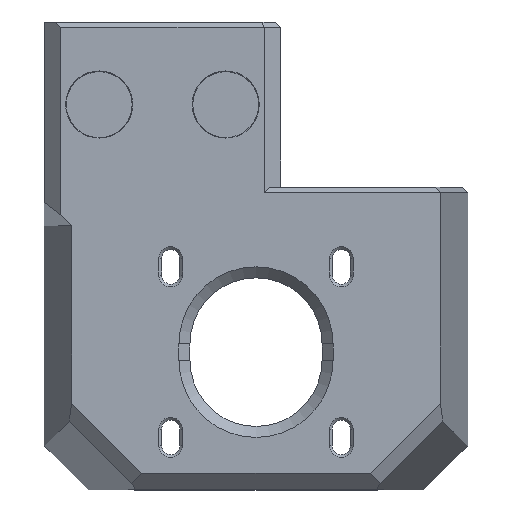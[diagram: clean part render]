
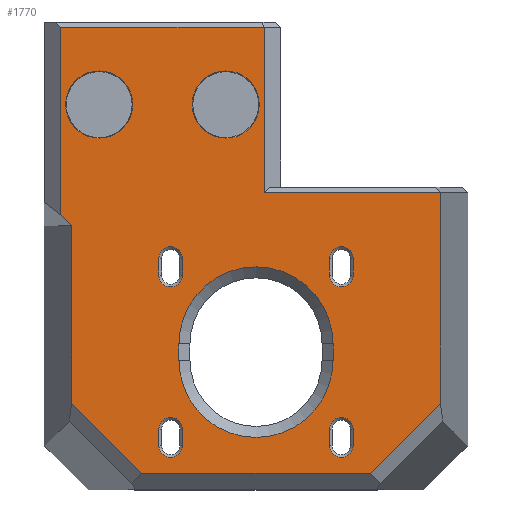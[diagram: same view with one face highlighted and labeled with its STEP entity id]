
A CAD part, top view. The second image highlights one B-rep face of the part: STEP entity #1770.
In plain terms, the highlighted planar face has unit normal (0, 0, 1).
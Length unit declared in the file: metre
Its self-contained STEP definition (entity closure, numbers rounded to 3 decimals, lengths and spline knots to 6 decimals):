
#30=LINE('',#2564,#231);
#31=LINE('',#2569,#232);
#32=LINE('',#2572,#233);
#33=LINE('',#2577,#234);
#34=LINE('',#2580,#235);
#35=LINE('',#2585,#236);
#36=LINE('',#2588,#237);
#37=LINE('',#2593,#238);
#38=LINE('',#2596,#239);
#39=LINE('',#2601,#240);
#40=LINE('',#2604,#241);
#41=LINE('',#2607,#242);
#42=LINE('',#2609,#243);
#43=LINE('',#2611,#244);
#44=LINE('',#2613,#245);
#45=LINE('',#2615,#246);
#46=LINE('',#2617,#247);
#47=LINE('',#2619,#248);
#48=LINE('',#2621,#249);
#49=LINE('',#2623,#250);
#231=VECTOR('',#2061,1.);
#232=VECTOR('',#2064,1.);
#233=VECTOR('',#2067,1.);
#234=VECTOR('',#2070,1.);
#235=VECTOR('',#2073,1.);
#236=VECTOR('',#2076,1.);
#237=VECTOR('',#2079,1.);
#238=VECTOR('',#2082,1.);
#239=VECTOR('',#2085,1.);
#240=VECTOR('',#2088,1.);
#241=VECTOR('',#2091,1.);
#242=VECTOR('',#2092,1.);
#243=VECTOR('',#2093,1.);
#244=VECTOR('',#2094,1.);
#245=VECTOR('',#2095,1.);
#246=VECTOR('',#2096,1.);
#247=VECTOR('',#2097,1.);
#248=VECTOR('',#2098,1.);
#249=VECTOR('',#2099,1.);
#250=VECTOR('',#2100,1.);
#432=PLANE('',#1895);
#512=ORIENTED_EDGE('',*,*,#1014,.T.);
#513=ORIENTED_EDGE('',*,*,#1015,.T.);
#514=ORIENTED_EDGE('',*,*,#1016,.T.);
#515=ORIENTED_EDGE('',*,*,#1017,.T.);
#516=ORIENTED_EDGE('',*,*,#1018,.T.);
#517=ORIENTED_EDGE('',*,*,#1019,.T.);
#518=ORIENTED_EDGE('',*,*,#1020,.T.);
#519=ORIENTED_EDGE('',*,*,#1021,.T.);
#520=ORIENTED_EDGE('',*,*,#1022,.T.);
#521=ORIENTED_EDGE('',*,*,#1023,.T.);
#522=ORIENTED_EDGE('',*,*,#1024,.T.);
#523=ORIENTED_EDGE('',*,*,#1025,.T.);
#524=ORIENTED_EDGE('',*,*,#1026,.T.);
#525=ORIENTED_EDGE('',*,*,#1027,.T.);
#526=ORIENTED_EDGE('',*,*,#1028,.T.);
#527=ORIENTED_EDGE('',*,*,#1029,.T.);
#528=ORIENTED_EDGE('',*,*,#1030,.T.);
#529=ORIENTED_EDGE('',*,*,#1031,.T.);
#530=ORIENTED_EDGE('',*,*,#1032,.T.);
#531=ORIENTED_EDGE('',*,*,#1033,.T.);
#532=ORIENTED_EDGE('',*,*,#1034,.T.);
#533=ORIENTED_EDGE('',*,*,#1035,.T.);
#534=ORIENTED_EDGE('',*,*,#1036,.T.);
#535=ORIENTED_EDGE('',*,*,#1037,.T.);
#536=ORIENTED_EDGE('',*,*,#1038,.T.);
#537=ORIENTED_EDGE('',*,*,#1039,.T.);
#538=ORIENTED_EDGE('',*,*,#1040,.T.);
#539=ORIENTED_EDGE('',*,*,#1041,.T.);
#540=ORIENTED_EDGE('',*,*,#1042,.T.);
#541=ORIENTED_EDGE('',*,*,#1043,.T.);
#542=ORIENTED_EDGE('',*,*,#1044,.F.);
#543=ORIENTED_EDGE('',*,*,#1045,.T.);
#1014=EDGE_CURVE('',#1265,#1265,#1428,.F.);
#1015=EDGE_CURVE('',#1266,#1266,#1429,.F.);
#1016=EDGE_CURVE('',#1267,#1268,#30,.T.);
#1017=EDGE_CURVE('',#1268,#1269,#1430,.F.);
#1018=EDGE_CURVE('',#1269,#1270,#31,.T.);
#1019=EDGE_CURVE('',#1270,#1267,#1431,.F.);
#1020=EDGE_CURVE('',#1271,#1272,#32,.T.);
#1021=EDGE_CURVE('',#1272,#1273,#1432,.F.);
#1022=EDGE_CURVE('',#1273,#1274,#33,.T.);
#1023=EDGE_CURVE('',#1274,#1271,#1433,.F.);
#1024=EDGE_CURVE('',#1275,#1276,#34,.T.);
#1025=EDGE_CURVE('',#1276,#1277,#1434,.F.);
#1026=EDGE_CURVE('',#1277,#1278,#35,.T.);
#1027=EDGE_CURVE('',#1278,#1275,#1435,.F.);
#1028=EDGE_CURVE('',#1279,#1280,#36,.T.);
#1029=EDGE_CURVE('',#1280,#1281,#1436,.F.);
#1030=EDGE_CURVE('',#1281,#1282,#37,.T.);
#1031=EDGE_CURVE('',#1282,#1279,#1437,.F.);
#1032=EDGE_CURVE('',#1283,#1284,#38,.T.);
#1033=EDGE_CURVE('',#1284,#1285,#1438,.F.);
#1034=EDGE_CURVE('',#1285,#1286,#39,.T.);
#1035=EDGE_CURVE('',#1286,#1283,#1439,.F.);
#1036=EDGE_CURVE('',#1287,#1288,#40,.T.);
#1037=EDGE_CURVE('',#1288,#1289,#41,.T.);
#1038=EDGE_CURVE('',#1289,#1290,#42,.T.);
#1039=EDGE_CURVE('',#1290,#1291,#43,.T.);
#1040=EDGE_CURVE('',#1291,#1292,#44,.T.);
#1041=EDGE_CURVE('',#1292,#1293,#45,.T.);
#1042=EDGE_CURVE('',#1293,#1294,#46,.T.);
#1043=EDGE_CURVE('',#1294,#1295,#47,.T.);
#1044=EDGE_CURVE('',#1296,#1295,#48,.T.);
#1045=EDGE_CURVE('',#1296,#1287,#49,.T.);
#1265=VERTEX_POINT('',#2561);
#1266=VERTEX_POINT('',#2563);
#1267=VERTEX_POINT('',#2565);
#1268=VERTEX_POINT('',#2566);
#1269=VERTEX_POINT('',#2568);
#1270=VERTEX_POINT('',#2570);
#1271=VERTEX_POINT('',#2573);
#1272=VERTEX_POINT('',#2574);
#1273=VERTEX_POINT('',#2576);
#1274=VERTEX_POINT('',#2578);
#1275=VERTEX_POINT('',#2581);
#1276=VERTEX_POINT('',#2582);
#1277=VERTEX_POINT('',#2584);
#1278=VERTEX_POINT('',#2586);
#1279=VERTEX_POINT('',#2589);
#1280=VERTEX_POINT('',#2590);
#1281=VERTEX_POINT('',#2592);
#1282=VERTEX_POINT('',#2594);
#1283=VERTEX_POINT('',#2597);
#1284=VERTEX_POINT('',#2598);
#1285=VERTEX_POINT('',#2600);
#1286=VERTEX_POINT('',#2602);
#1287=VERTEX_POINT('',#2605);
#1288=VERTEX_POINT('',#2606);
#1289=VERTEX_POINT('',#2608);
#1290=VERTEX_POINT('',#2610);
#1291=VERTEX_POINT('',#2612);
#1292=VERTEX_POINT('',#2614);
#1293=VERTEX_POINT('',#2616);
#1294=VERTEX_POINT('',#2618);
#1295=VERTEX_POINT('',#2620);
#1296=VERTEX_POINT('',#2622);
#1428=CIRCLE('',#1896,0.0061);
#1429=CIRCLE('',#1897,0.0061);
#1430=CIRCLE('',#1898,0.00215);
#1431=CIRCLE('',#1899,0.00215);
#1432=CIRCLE('',#1900,0.00215);
#1433=CIRCLE('',#1901,0.00215);
#1434=CIRCLE('',#1902,0.00215);
#1435=CIRCLE('',#1903,0.00215);
#1436=CIRCLE('',#1904,0.00215);
#1437=CIRCLE('',#1905,0.00215);
#1438=CIRCLE('',#1906,0.014);
#1439=CIRCLE('',#1907,0.014);
#1474=EDGE_LOOP('',(#512));
#1475=EDGE_LOOP('',(#513));
#1476=EDGE_LOOP('',(#514,#515,#516,#517));
#1477=EDGE_LOOP('',(#518,#519,#520,#521));
#1478=EDGE_LOOP('',(#522,#523,#524,#525));
#1479=EDGE_LOOP('',(#526,#527,#528,#529));
#1480=EDGE_LOOP('',(#530,#531,#532,#533));
#1481=EDGE_LOOP('',(#534,#535,#536,#537,#538,#539,#540,#541,#542,#543));
#1614=FACE_BOUND('',#1474,.T.);
#1615=FACE_BOUND('',#1475,.T.);
#1616=FACE_BOUND('',#1476,.T.);
#1617=FACE_BOUND('',#1477,.T.);
#1618=FACE_BOUND('',#1478,.T.);
#1619=FACE_BOUND('',#1479,.T.);
#1620=FACE_BOUND('',#1480,.T.);
#1621=FACE_BOUND('',#1481,.T.);
#1770=ADVANCED_FACE('',(#1614,#1615,#1616,#1617,#1618,#1619,#1620,#1621),
#432,.T.);
#1895=AXIS2_PLACEMENT_3D('',#2559,#2055,#2056);
#1896=AXIS2_PLACEMENT_3D('',#2560,#2057,#2058);
#1897=AXIS2_PLACEMENT_3D('',#2562,#2059,#2060);
#1898=AXIS2_PLACEMENT_3D('',#2567,#2062,#2063);
#1899=AXIS2_PLACEMENT_3D('',#2571,#2065,#2066);
#1900=AXIS2_PLACEMENT_3D('',#2575,#2068,#2069);
#1901=AXIS2_PLACEMENT_3D('',#2579,#2071,#2072);
#1902=AXIS2_PLACEMENT_3D('',#2583,#2074,#2075);
#1903=AXIS2_PLACEMENT_3D('',#2587,#2077,#2078);
#1904=AXIS2_PLACEMENT_3D('',#2591,#2080,#2081);
#1905=AXIS2_PLACEMENT_3D('',#2595,#2083,#2084);
#1906=AXIS2_PLACEMENT_3D('',#2599,#2086,#2087);
#1907=AXIS2_PLACEMENT_3D('',#2603,#2089,#2090);
#2055=DIRECTION('',(0.,0.,1.));
#2056=DIRECTION('',(1.,0.,0.));
#2057=DIRECTION('',(0.,0.,1.));
#2058=DIRECTION('',(1.,0.,0.));
#2059=DIRECTION('',(0.,0.,1.));
#2060=DIRECTION('',(1.,0.,0.));
#2061=DIRECTION('',(0.,-1.,0.));
#2062=DIRECTION('',(0.,0.,1.));
#2063=DIRECTION('',(1.,0.,0.));
#2064=DIRECTION('',(0.,1.,0.));
#2065=DIRECTION('',(0.,0.,1.));
#2066=DIRECTION('',(1.,0.,0.));
#2067=DIRECTION('',(0.,-1.,0.));
#2068=DIRECTION('',(0.,0.,1.));
#2069=DIRECTION('',(1.,0.,0.));
#2070=DIRECTION('',(0.,1.,0.));
#2071=DIRECTION('',(0.,0.,1.));
#2072=DIRECTION('',(1.,0.,0.));
#2073=DIRECTION('',(0.,-1.,0.));
#2074=DIRECTION('',(0.,0.,1.));
#2075=DIRECTION('',(1.,0.,0.));
#2076=DIRECTION('',(0.,1.,0.));
#2077=DIRECTION('',(0.,0.,1.));
#2078=DIRECTION('',(1.,0.,0.));
#2079=DIRECTION('',(0.,-1.,0.));
#2080=DIRECTION('',(0.,0.,1.));
#2081=DIRECTION('',(1.,0.,0.));
#2082=DIRECTION('',(0.,1.,0.));
#2083=DIRECTION('',(0.,0.,1.));
#2084=DIRECTION('',(1.,0.,0.));
#2085=DIRECTION('',(0.,-1.,0.));
#2086=DIRECTION('',(0.,0.,1.));
#2087=DIRECTION('',(1.,0.,0.));
#2088=DIRECTION('',(0.,1.,0.));
#2089=DIRECTION('',(0.,0.,1.));
#2090=DIRECTION('',(1.,0.,0.));
#2091=DIRECTION('',(0.,1.,0.));
#2092=DIRECTION('',(-1.,0.,0.));
#2093=DIRECTION('',(0.,-1.,0.));
#2094=DIRECTION('',(0.716,-0.698,0.));
#2095=DIRECTION('',(0.,-1.,0.));
#2096=DIRECTION('',(0.707,-0.707,0.));
#2097=DIRECTION('',(1.,0.,0.));
#2098=DIRECTION('',(0.707,0.707,0.));
#2099=DIRECTION('',(0.,-1.,0.));
#2100=DIRECTION('',(-1.,0.,0.));
#2559=CARTESIAN_POINT('',(0.,0.0175,0.026));
#2560=CARTESIAN_POINT('',(-0.0055,0.045,0.026));
#2561=CARTESIAN_POINT('',(0.0006,0.045,0.026));
#2562=CARTESIAN_POINT('',(-0.0285,0.045,0.026));
#2563=CARTESIAN_POINT('',(-0.0224,0.045,0.026));
#2564=CARTESIAN_POINT('',(0.01765,0.0175,0.026));
#2565=CARTESIAN_POINT('',(0.01765,-0.014,0.026));
#2566=CARTESIAN_POINT('',(0.01765,-0.017,0.026));
#2567=CARTESIAN_POINT('',(0.0155,-0.017,0.026));
#2568=CARTESIAN_POINT('',(0.01335,-0.017,0.026));
#2569=CARTESIAN_POINT('',(0.01335,-0.014,0.026));
#2570=CARTESIAN_POINT('',(0.01335,-0.014,0.026));
#2571=CARTESIAN_POINT('',(0.0155,-0.014,0.026));
#2572=CARTESIAN_POINT('',(0.01765,0.0175,0.026));
#2573=CARTESIAN_POINT('',(0.01765,0.017,0.026));
#2574=CARTESIAN_POINT('',(0.01765,0.014,0.026));
#2575=CARTESIAN_POINT('',(0.0155,0.014,0.026));
#2576=CARTESIAN_POINT('',(0.01335,0.014,0.026));
#2577=CARTESIAN_POINT('',(0.01335,0.017,0.026));
#2578=CARTESIAN_POINT('',(0.01335,0.017,0.026));
#2579=CARTESIAN_POINT('',(0.0155,0.017,0.026));
#2580=CARTESIAN_POINT('',(-0.01335,0.0175,0.026));
#2581=CARTESIAN_POINT('',(-0.01335,0.017,0.026));
#2582=CARTESIAN_POINT('',(-0.01335,0.014,0.026));
#2583=CARTESIAN_POINT('',(-0.0155,0.014,0.026));
#2584=CARTESIAN_POINT('',(-0.01765,0.014,0.026));
#2585=CARTESIAN_POINT('',(-0.01765,0.017,0.026));
#2586=CARTESIAN_POINT('',(-0.01765,0.017,0.026));
#2587=CARTESIAN_POINT('',(-0.0155,0.017,0.026));
#2588=CARTESIAN_POINT('',(-0.01335,0.0175,0.026));
#2589=CARTESIAN_POINT('',(-0.01335,-0.014,0.026));
#2590=CARTESIAN_POINT('',(-0.01335,-0.017,0.026));
#2591=CARTESIAN_POINT('',(-0.0155,-0.017,0.026));
#2592=CARTESIAN_POINT('',(-0.01765,-0.017,0.026));
#2593=CARTESIAN_POINT('',(-0.01765,-0.014,0.026));
#2594=CARTESIAN_POINT('',(-0.01765,-0.014,0.026));
#2595=CARTESIAN_POINT('',(-0.0155,-0.014,0.026));
#2596=CARTESIAN_POINT('',(0.014,0.0175,0.026));
#2597=CARTESIAN_POINT('',(0.014,0.0015,0.026));
#2598=CARTESIAN_POINT('',(0.014,-0.0015,0.026));
#2599=CARTESIAN_POINT('',(0.,-0.0015,0.026));
#2600=CARTESIAN_POINT('',(-0.014,-0.0015,0.026));
#2601=CARTESIAN_POINT('',(-0.014,0.0015,0.026));
#2602=CARTESIAN_POINT('',(-0.014,0.0015,0.026));
#2603=CARTESIAN_POINT('',(0.,0.0015,0.026));
#2604=CARTESIAN_POINT('',(0.0015,0.06,0.026));
#2605=CARTESIAN_POINT('',(0.0015,0.029,0.026));
#2606=CARTESIAN_POINT('',(0.0015,0.059,0.026));
#2607=CARTESIAN_POINT('',(-0.0355,0.059,0.026));
#2608=CARTESIAN_POINT('',(-0.0355,0.059,0.026));
#2609=CARTESIAN_POINT('',(-0.0355,0.027876,0.026));
#2610=CARTESIAN_POINT('',(-0.0355,0.02495,0.026));
#2611=CARTESIAN_POINT('',(-0.034781,0.02425,0.026));
#2612=CARTESIAN_POINT('',(-0.0335,0.023,0.026));
#2613=CARTESIAN_POINT('',(-0.0335,0.030002,0.026));
#2614=CARTESIAN_POINT('',(-0.0335,-0.009272,0.026));
#2615=CARTESIAN_POINT('',(-0.030136,-0.012636,0.026));
#2616=CARTESIAN_POINT('',(-0.020772,-0.022,0.026));
#2617=CARTESIAN_POINT('',(0.,-0.022,0.026));
#2618=CARTESIAN_POINT('',(0.020772,-0.022,0.026));
#2619=CARTESIAN_POINT('',(0.030136,-0.012636,0.026));
#2620=CARTESIAN_POINT('',(0.0335,-0.009272,0.026));
#2621=CARTESIAN_POINT('',(0.0335,0.030002,0.026));
#2622=CARTESIAN_POINT('',(0.0335,0.029,0.026));
#2623=CARTESIAN_POINT('',(0.0015,0.029,0.026));
